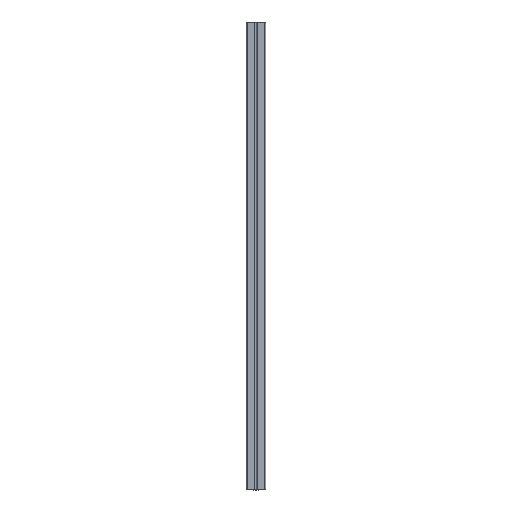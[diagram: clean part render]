
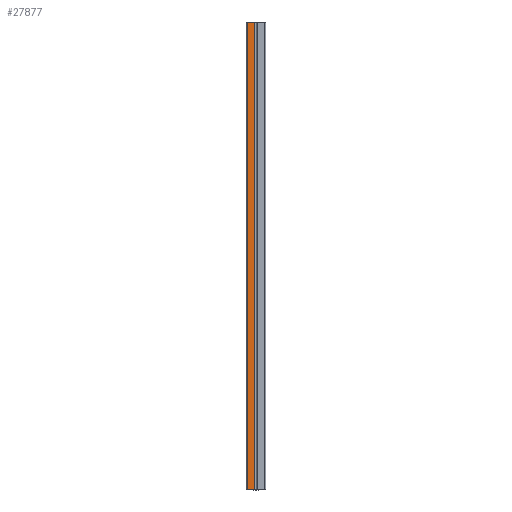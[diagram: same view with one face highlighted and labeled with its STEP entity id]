
A CAD part, left-side view. The second image highlights one B-rep face of the part: STEP entity #27877.
In plain terms, the highlighted planar face has unit normal (-1, 0, 0).
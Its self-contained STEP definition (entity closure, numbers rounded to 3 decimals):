
#2602 = DIRECTION ( 'NONE',  ( 0., 0., 1. ) ) ;
#3172 = CARTESIAN_POINT ( 'NONE',  ( -20.5, 3., -500. ) ) ;
#5656 = DIRECTION ( 'NONE',  ( 1., 0., 0. ) ) ;
#5838 = VERTEX_POINT ( 'NONE', #18198 ) ;
#6024 = CARTESIAN_POINT ( 'NONE',  ( -20.5, 0., -500. ) ) ;
#9425 = VERTEX_POINT ( 'NONE', #31585 ) ;
#10924 = EDGE_CURVE ( 'NONE', #13672, #33352, #41578, .T. ) ;
#11306 = ORIENTED_EDGE ( 'NONE', *, *, #50033, .T. ) ;
#11651 = EDGE_CURVE ( 'NONE', #5838, #33352, #26528, .T. ) ;
#13193 = VECTOR ( 'NONE', #2602, 1000. ) ;
#13672 = VERTEX_POINT ( 'NONE', #49930 ) ;
#13875 = EDGE_LOOP ( 'NONE', ( #53535, #51887, #46537, #11306 ) ) ;
#17271 = EDGE_CURVE ( 'NONE', #9425, #5838, #35674, .T. ) ;
#18038 = DIRECTION ( 'NONE',  ( 0., 1., 0. ) ) ;
#18198 = CARTESIAN_POINT ( 'NONE',  ( -20.5, 18., -1000. ) ) ;
#21221 = CARTESIAN_POINT ( 'NONE',  ( -20.5, 18., 0. ) ) ;
#21760 = VECTOR ( 'NONE', #30572, 1000. ) ;
#22242 = CARTESIAN_POINT ( 'NONE',  ( -20.5, 0., -1000. ) ) ;
#24251 = AXIS2_PLACEMENT_3D ( 'NONE', #6024, #5656, #48733 ) ;
#25449 = VECTOR ( 'NONE', #18038, 1000. ) ;
#26528 = LINE ( 'NONE', #34957, #21760 ) ;
#27877 = ADVANCED_FACE ( 'NONE', ( #36350 ), #35768, .F. ) ;
#30572 = DIRECTION ( 'NONE',  ( 0., 0., 1. ) ) ;
#31365 = VECTOR ( 'NONE', #33489, 1000. ) ;
#31585 = CARTESIAN_POINT ( 'NONE',  ( -20.5, 3., -1000. ) ) ;
#33352 = VERTEX_POINT ( 'NONE', #21221 ) ;
#33489 = DIRECTION ( 'NONE',  ( 0., 1., 0. ) ) ;
#34957 = CARTESIAN_POINT ( 'NONE',  ( -20.5, 18., -500. ) ) ;
#35674 = LINE ( 'NONE', #22242, #25449 ) ;
#35768 = PLANE ( 'NONE',  #24251 ) ;
#36350 = FACE_OUTER_BOUND ( 'NONE', #13875, .T. ) ;
#41578 = LINE ( 'NONE', #54825, #31365 ) ;
#42488 = LINE ( 'NONE', #3172, #13193 ) ;
#46537 = ORIENTED_EDGE ( 'NONE', *, *, #17271, .F. ) ;
#48733 = DIRECTION ( 'NONE',  ( 0., 0., -1. ) ) ;
#49930 = CARTESIAN_POINT ( 'NONE',  ( -20.5, 3., 0. ) ) ;
#50033 = EDGE_CURVE ( 'NONE', #9425, #13672, #42488, .T. ) ;
#51887 = ORIENTED_EDGE ( 'NONE', *, *, #11651, .F. ) ;
#53535 = ORIENTED_EDGE ( 'NONE', *, *, #10924, .T. ) ;
#54825 = CARTESIAN_POINT ( 'NONE',  ( -20.5, 0., 0. ) ) ;
